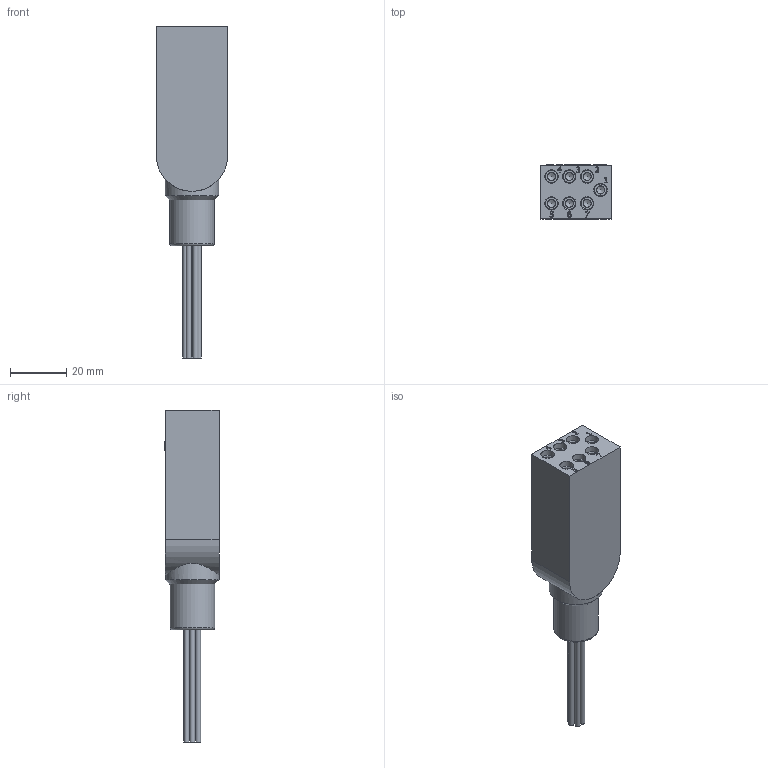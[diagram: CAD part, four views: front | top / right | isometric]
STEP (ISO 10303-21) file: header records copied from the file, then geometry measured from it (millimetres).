
FILE_DESCRIPTION(/* description */ (''),/* implementation_level */ '2;1');
FILE_NAME(/* name */ 'LPOM7F.stp',/* time_stamp */ '2015-03-23T09:06:41+01:00',/* author */ ('sh'),/* organization */ (''),/* preprocessor_version */ 'ST-DEVELOPER v15.2',/* originating_system */ 'Autodesk Inventor 2014',/* authorisation */ '');
FILE_SCHEMA (('AUTOMOTIVE_DESIGN { 1 0 10303 214 3 1 1 }'));
Length unit declared in the file: inch
Products named in the file (1): LPOM7F
Bounding box: 25.4 x 19.25 x 117.98 mm (x, y, z)
Volume: 29419.6 mm3; surface area: 17059.4 mm2
Topology: 23 solids, 23 shells, 679 faces, 1756 edges, 1136 vertices
Faces by surface type: plane 289, cylinder 125, bspline 111, torus 96, cone 58
Full cylindrical faces by diameter (mm): 1.778 x7, 2.134 x28, 2.819 x7, 2.896 x7, 3.912 x7, 3.962 x7, 4.013 x7, 4.75 x7, 4.762 x35, 4.826 x7, 11.049 x1, 12.827 x1, 15.875 x1, 19.05 x1
Entity records: 22421 total; most frequent: CARTESIAN_POINT 7705, ORIENTED_EDGE 2856, DIRECTION 2750, EDGE_CURVE 1428, AXIS2_PLACEMENT_3D 1063, VERTEX_POINT 1036, EDGE_LOOP 964, ADVANCED_FACE 679
